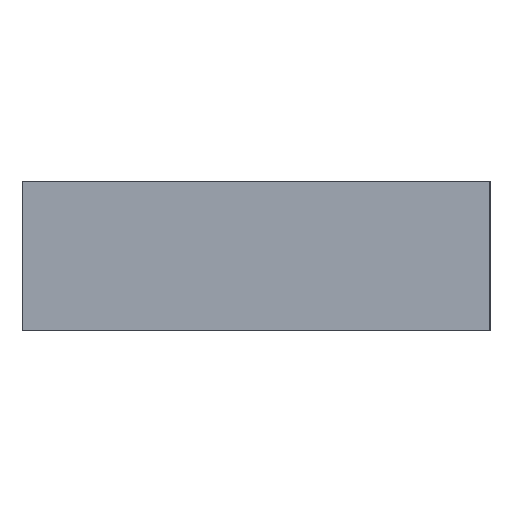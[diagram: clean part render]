
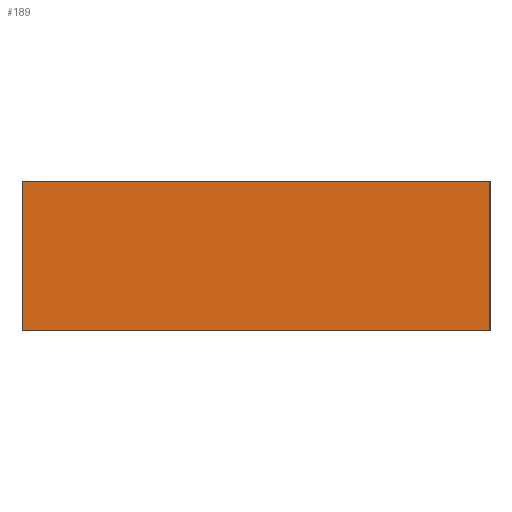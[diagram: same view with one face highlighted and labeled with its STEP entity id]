
A CAD part, left-side view. The second image highlights one B-rep face of the part: STEP entity #189.
In plain terms, the highlighted planar face has unit normal (-1, 0, 0).
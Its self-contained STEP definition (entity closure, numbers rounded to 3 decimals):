
#15 = FACE_OUTER_BOUND ( 'NONE', #309, .T. ) ;
#17 = CARTESIAN_POINT ( 'NONE',  ( 0., 25., 0. ) ) ;
#36 = VECTOR ( 'NONE', #197, 1000. ) ;
#54 = DIRECTION ( 'NONE',  ( 1., 0., 0. ) ) ;
#108 = DIRECTION ( 'NONE',  ( 0., 0., -1. ) ) ;
#124 = VERTEX_POINT ( 'NONE', #283 ) ;
#142 = ORIENTED_EDGE ( 'NONE', *, *, #331, .T. ) ;
#159 = PLANE ( 'NONE',  #268 ) ;
#169 = LINE ( 'NONE', #354, #177 ) ;
#173 = LINE ( 'NONE', #347, #383 ) ;
#177 = VECTOR ( 'NONE', #294, 1000. ) ;
#181 = VERTEX_POINT ( 'NONE', #277 ) ;
#189 = ADVANCED_FACE ( 'NONE', ( #15 ), #159, .F. ) ;
#191 = VERTEX_POINT ( 'NONE', #289 ) ;
#195 = ORIENTED_EDGE ( 'NONE', *, *, #211, .F. ) ;
#197 = DIRECTION ( 'NONE',  ( 0., 0., 1. ) ) ;
#205 = DIRECTION ( 'NONE',  ( 0., 0., 1. ) ) ;
#211 = EDGE_CURVE ( 'NONE', #233, #124, #229, .T. ) ;
#229 = LINE ( 'NONE', #343, #36 ) ;
#233 = VERTEX_POINT ( 'NONE', #375 ) ;
#240 = EDGE_CURVE ( 'NONE', #233, #181, #169, .T. ) ;
#244 = VECTOR ( 'NONE', #304, 1000. ) ;
#268 = AXIS2_PLACEMENT_3D ( 'NONE', #17, #54, #108 ) ;
#277 = CARTESIAN_POINT ( 'NONE',  ( 0., 0., -8. ) ) ;
#278 = ORIENTED_EDGE ( 'NONE', *, *, #240, .T. ) ;
#283 = CARTESIAN_POINT ( 'NONE',  ( 0., 25., 0. ) ) ;
#289 = CARTESIAN_POINT ( 'NONE',  ( 0., 0., 0. ) ) ;
#294 = DIRECTION ( 'NONE',  ( 0., -1., 0. ) ) ;
#304 = DIRECTION ( 'NONE',  ( 0., -1., 0. ) ) ;
#309 = EDGE_LOOP ( 'NONE', ( #142, #319, #195, #278 ) ) ;
#319 = ORIENTED_EDGE ( 'NONE', *, *, #356, .F. ) ;
#323 = LINE ( 'NONE', #385, #244 ) ;
#331 = EDGE_CURVE ( 'NONE', #181, #191, #173, .T. ) ;
#343 = CARTESIAN_POINT ( 'NONE',  ( 0., 25., 0. ) ) ;
#347 = CARTESIAN_POINT ( 'NONE',  ( 0., 0., 0. ) ) ;
#354 = CARTESIAN_POINT ( 'NONE',  ( 0., 25., -8. ) ) ;
#356 = EDGE_CURVE ( 'NONE', #124, #191, #323, .T. ) ;
#375 = CARTESIAN_POINT ( 'NONE',  ( 0., 25., -8. ) ) ;
#383 = VECTOR ( 'NONE', #205, 1000. ) ;
#385 = CARTESIAN_POINT ( 'NONE',  ( 0., 25., 0. ) ) ;
